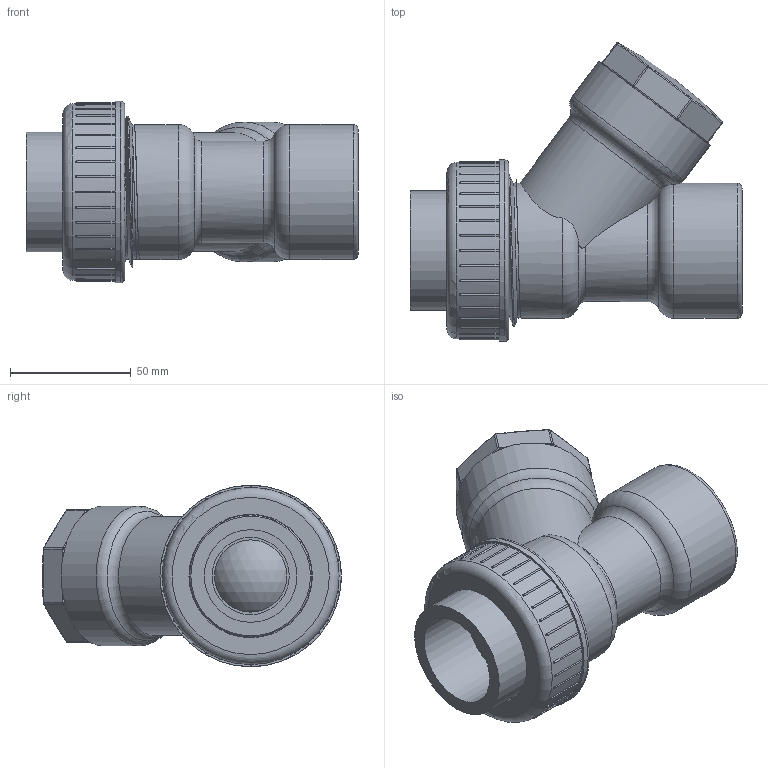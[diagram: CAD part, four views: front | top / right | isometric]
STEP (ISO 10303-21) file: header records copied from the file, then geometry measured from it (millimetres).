
FILE_DESCRIPTION(/* description */ (''),/* implementation_level */ '2;1');
FILE_NAME(/* name */ '40Y型止回阀(灰).stp',/* time_stamp */ '2023-07-31T14:27:37+08:00',/* author */ (''),/* organization */ (''),/* preprocessor_version */ 'ST-DEVELOPER v16',/* originating_system */ 'SIEMENS PLM Software NX 10.0',/* authorisation */ '');
FILE_SCHEMA (('AUTOMOTIVE_DESIGN { 1 0 10303 214 3 1 1 1 }'));
Length unit declared in the file: millimetre
Products named in the file (1): gelv2B8091F4nda5
Bounding box: 137.64 x 123.85 x 75.2 mm (x, y, z)
Volume: 257856.5 mm3; surface area: 117275.1 mm2
Topology: 10 solids, 10 shells, 352 faces, 996 edges, 634 vertices
Faces by surface type: plane 135, cylinder 103, torus 40, sphere 38, bspline 26, cone 9, revolution 1
Full cylindrical faces by diameter (mm): 30 x1, 32 x1, 33.266 x1, 34 x1, 36.8 x1, 37.5 x1, 37.7 x1, 38.4 x1, 40 x1, 41.205 x1, 43.788 x1, 44.845 x8, 45 x1, 45.5 x2, 45.612 x1, 47.5 x2, 49.6 x1, 50.72 x1, 51 x1, 51.2 x1, 52.5 x1, 52.7 x1, 53 x1, 53.968 x1, 55.5 x1, 55.978 x2, 57.92 x1, 58 x1, 68 x1, 73.2 x1
Entity records: 19511 total; most frequent: CARTESIAN_POINT 11604, DIRECTION 1593, ORIENTED_EDGE 1576, EDGE_CURVE 788, AXIS2_PLACEMENT_3D 659, VERTEX_POINT 547, EDGE_LOOP 443, ADVANCED_FACE 344
